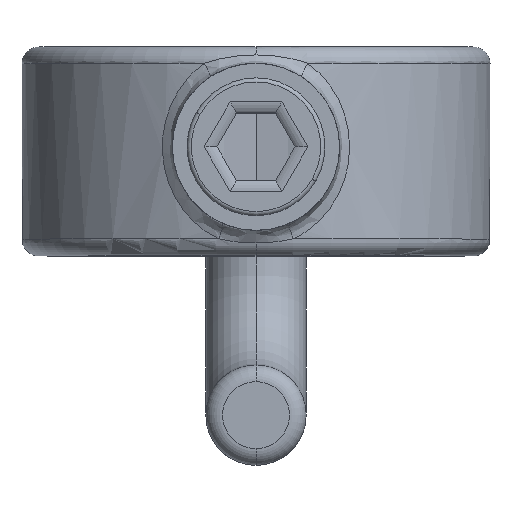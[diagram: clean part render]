
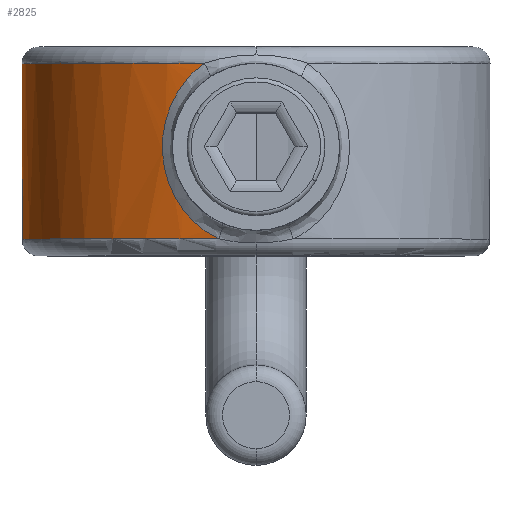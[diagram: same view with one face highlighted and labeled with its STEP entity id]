
A CAD part, top view. The second image highlights one B-rep face of the part: STEP entity #2825.
In plain terms, the highlighted cylindrical face has radius 28 mm (diameter 56 mm), a partial arc.
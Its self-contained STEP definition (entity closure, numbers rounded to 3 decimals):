
#12 = VERTEX_POINT ( 'NONE', #2935 ) ;
#291 = VERTEX_POINT ( 'NONE', #2312 ) ;
#339 = AXIS2_PLACEMENT_3D ( 'NONE', #1347, #1340, #1321 ) ;
#385 = ORIENTED_EDGE ( 'NONE', *, *, #596, .T. ) ;
#478 = CARTESIAN_POINT ( 'NONE',  ( 0., 25., 0. ) ) ;
#498 = VERTEX_POINT ( 'NONE', #1690 ) ;
#499 = DIRECTION ( 'NONE',  ( 0., 0., -1. ) ) ;
#558 = CARTESIAN_POINT ( 'NONE',  ( 0., 11., -28. ) ) ;
#560 = CARTESIAN_POINT ( 'NONE',  ( -0.34, 11., -28. ) ) ;
#563 = CARTESIAN_POINT ( 'NONE',  ( -0.678, 11.025, -27.994 ) ) ;
#565 = CARTESIAN_POINT ( 'NONE',  ( -1.351, 11.124, -27.969 ) ) ;
#568 = CARTESIAN_POINT ( 'NONE',  ( -3.281, 11.778, -27.813 ) ) ;
#571 = CARTESIAN_POINT ( 'NONE',  ( -1.688, 11.199, -27.951 ) ) ;
#573 = CARTESIAN_POINT ( 'NONE',  ( -2.669, 11.493, -27.88 ) ) ;
#574 = CARTESIAN_POINT ( 'NONE',  ( -5.166, 13.213, -27.52 ) ) ;
#576 = CARTESIAN_POINT ( 'NONE',  ( -4.142, 12.334, -27.693 ) ) ;
#580 = CARTESIAN_POINT ( 'NONE',  ( -4.414, 12.538, -27.651 ) ) ;
#581 = CARTESIAN_POINT ( 'NONE',  ( -4.926, 12.977, -27.565 ) ) ;
#586 = CARTESIAN_POINT ( 'NONE',  ( -5.617, 13.717, -27.432 ) ) ;
#590 = EDGE_CURVE ( 'NONE', #12, #291, #2166, .T. ) ;
#591 = CARTESIAN_POINT ( 'NONE',  ( -5.828, 13.987, -27.387 ) ) ;
#596 = EDGE_CURVE ( 'NONE', #291, #2878, #1256, .T. ) ;
#597 = CARTESIAN_POINT ( 'NONE',  ( -6.211, 14.547, -27.303 ) ) ;
#600 = CARTESIAN_POINT ( 'NONE',  ( -6.384, 14.837, -27.263 ) ) ;
#606 = CARTESIAN_POINT ( 'NONE',  ( -6.693, 15.437, -27.189 ) ) ;
#611 = CARTESIAN_POINT ( 'NONE',  ( -7.318, 17.378, -27.027 ) ) ;
#614 = CARTESIAN_POINT ( 'NONE',  ( -6.829, 15.747, -27.155 ) ) ;
#617 = CARTESIAN_POINT ( 'NONE',  ( -7.065, 16.387, -27.094 ) ) ;
#621 = CARTESIAN_POINT ( 'NONE',  ( -7.163, 16.717, -27.068 ) ) ;
#630 = CARTESIAN_POINT ( 'NONE',  ( -7.376, 17.712, -27.011 ) ) ;
#633 = CARTESIAN_POINT ( 'NONE',  ( -7.452, 18.388, -26.99 ) ) ;
#639 = EDGE_LOOP ( 'NONE', ( #1530, #3054, #1601, #385, #1153 ) ) ;
#641 = CARTESIAN_POINT ( 'NONE',  ( -7.374, 20.434, -27.012 ) ) ;
#643 = CARTESIAN_POINT ( 'NONE',  ( -7.469, 18.73, -26.985 ) ) ;
#647 = CARTESIAN_POINT ( 'NONE',  ( -7.46, 19.76, -26.988 ) ) ;
#648 = CARTESIAN_POINT ( 'NONE',  ( -6.771, 22.389, -27.169 ) ) ;
#654 = CARTESIAN_POINT ( 'NONE',  ( -7.122, 21.425, -27.079 ) ) ;
#657 = CARTESIAN_POINT ( 'NONE',  ( -7.018, 21.753, -27.107 ) ) ;
#663 = CARTESIAN_POINT ( 'NONE',  ( -6.466, 23., -27.243 ) ) ;
#668 = CARTESIAN_POINT ( 'NONE',  ( -6.629, 22.699, -27.205 ) ) ;
#701 = EDGE_CURVE ( 'NONE', #2315, #12, #2016, .T. ) ;
#739 = EDGE_CURVE ( 'NONE', #498, #2315, #1173, .T. ) ;
#744 = DIRECTION ( 'NONE',  ( 0., -1., 0. ) ) ;
#748 = CARTESIAN_POINT ( 'NONE',  ( 0., 25., -28. ) ) ;
#931 = AXIS2_PLACEMENT_3D ( 'NONE', #478, #3202, #499 ) ;
#943 = DIRECTION ( 'NONE',  ( 0., -1., 0. ) ) ;
#1153 = ORIENTED_EDGE ( 'NONE', *, *, #1343, .T. ) ;
#1173 = B_SPLINE_CURVE_WITH_KNOTS ( 'NONE', 3,
 ( #663, #668, #648, #657, #654, #641, #647, #643, #633, #630, #611, #621, #617, #614, #606, #600, #597, #591, #586, #574, #581, #580, #576, #568, #573, #571, #565, #563, #560, #558 ),
 .UNSPECIFIED., .F., .F.,
 ( 4, 2, 2, 2, 2, 2, 2, 2, 2, 2, 2, 2, 2, 2, 4 ),
 ( 0., 0.001, 0.002, 0.004, 0.005, 0.006, 0.007, 0.008, 0.009, 0.01, 0.011, 0.012, 0.014, 0.015, 0.016 ),
 .UNSPECIFIED. ) ;
#1207 = CARTESIAN_POINT ( 'NONE',  ( -6.191, 23., 27.307 ) ) ;
#1212 = CARTESIAN_POINT ( 'NONE',  ( -7.025, 22.361, 27.107 ) ) ;
#1214 = CARTESIAN_POINT ( 'NONE',  ( -6.621, 22.695, 27.21 ) ) ;
#1219 = CARTESIAN_POINT ( 'NONE',  ( -8.799, 20.444, 26.584 ) ) ;
#1222 = CARTESIAN_POINT ( 'NONE',  ( -8.145, 21.255, 26.792 ) ) ;
#1229 = CARTESIAN_POINT ( 'NONE',  ( -7.787, 21.642, 26.898 ) ) ;
#1233 = CARTESIAN_POINT ( 'NONE',  ( -9.506, 19.351, 26.337 ) ) ;
#1240 = CARTESIAN_POINT ( 'NONE',  ( -10.533, 17.217, 25.947 ) ) ;
#1243 = CARTESIAN_POINT ( 'NONE',  ( -9.098, 20.019, 26.482 ) ) ;
#1249 = CARTESIAN_POINT ( 'NONE',  ( -9.635, 19.124, 26.29 ) ) ;
#1250 = CARTESIAN_POINT ( 'NONE',  ( -9.88, 18.658, 26.199 ) ) ;
#1256 = B_SPLINE_CURVE_WITH_KNOTS ( 'NONE', 3,
 ( #1426, #1353, #1329, #1311, #1327, #1320, #1316, #1298, #1312, #1307, #1305, #1301, #1299, #1293, #1288, #1292, #1283, #1277, #1272, #1267, #1265, #1260, #1240, #1257, #1250, #1249, #1233, #1243, #1219, #1222, #1229, #1212, #1214, #1207 ),
 .UNSPECIFIED., .F., .F.,
 ( 4, 2, 2, 2, 2, 2, 2, 2, 2, 2, 2, 2, 2, 2, 2, 2, 4 ),
 ( 0.035, 0.036, 0.038, 0.039, 0.041, 0.043, 0.044, 0.046, 0.047, 0.049, 0.05, 0.054, 0.054, 0.055, 0.057, 0.058, 0.06 ),
 .UNSPECIFIED. ) ;
#1257 = CARTESIAN_POINT ( 'NONE',  ( -9.996, 18.42, 26.155 ) ) ;
#1260 = CARTESIAN_POINT ( 'NONE',  ( -10.838, 16.21, 25.818 ) ) ;
#1265 = CARTESIAN_POINT ( 'NONE',  ( -11.107, 14.631, 25.703 ) ) ;
#1267 = CARTESIAN_POINT ( 'NONE',  ( -11.164, 14.101, 25.678 ) ) ;
#1272 = CARTESIAN_POINT ( 'NONE',  ( -11.211, 13.044, 25.658 ) ) ;
#1277 = CARTESIAN_POINT ( 'NONE',  ( -11.202, 12.515, 25.662 ) ) ;
#1283 = CARTESIAN_POINT ( 'NONE',  ( -11.118, 11.457, 25.698 ) ) ;
#1288 = CARTESIAN_POINT ( 'NONE',  ( -10.828, 9.887, 25.822 ) ) ;
#1292 = CARTESIAN_POINT ( 'NONE',  ( -11.042, 10.924, 25.731 ) ) ;
#1293 = CARTESIAN_POINT ( 'NONE',  ( -10.69, 9.38, 25.88 ) ) ;
#1298 = CARTESIAN_POINT ( 'NONE',  ( -8.54, 5.218, 26.668 ) ) ;
#1299 = CARTESIAN_POINT ( 'NONE',  ( -10.352, 8.388, 26.017 ) ) ;
#1301 = CARTESIAN_POINT ( 'NONE',  ( -10.152, 7.904, 26.096 ) ) ;
#1305 = CARTESIAN_POINT ( 'NONE',  ( -9.689, 6.957, 26.271 ) ) ;
#1307 = CARTESIAN_POINT ( 'NONE',  ( -9.428, 6.5, 26.367 ) ) ;
#1311 = CARTESIAN_POINT ( 'NONE',  ( -6.287, 3.054, 27.289 ) ) ;
#1312 = CARTESIAN_POINT ( 'NONE',  ( -8.854, 5.632, 26.565 ) ) ;
#1316 = CARTESIAN_POINT ( 'NONE',  ( -7.858, 4.433, 26.877 ) ) ;
#1320 = CARTESIAN_POINT ( 'NONE',  ( -7.487, 4.058, 26.984 ) ) ;
#1321 = DIRECTION ( 'NONE',  ( 0., 0., 1. ) ) ;
#1327 = CARTESIAN_POINT ( 'NONE',  ( -6.701, 3.369, 27.189 ) ) ;
#1329 = CARTESIAN_POINT ( 'NONE',  ( -5.415, 2.482, 27.475 ) ) ;
#1340 = DIRECTION ( 'NONE',  ( 0., 1., 0. ) ) ;
#1343 = EDGE_CURVE ( 'NONE', #2878, #498, #2991, .T. ) ;
#1347 = CARTESIAN_POINT ( 'NONE',  ( 0., 2., 0. ) ) ;
#1353 = CARTESIAN_POINT ( 'NONE',  ( -4.957, 2.224, 27.562 ) ) ;
#1426 = CARTESIAN_POINT ( 'NONE',  ( -4.476, 2., 27.64 ) ) ;
#1530 = ORIENTED_EDGE ( 'NONE', *, *, #739, .T. ) ;
#1601 = ORIENTED_EDGE ( 'NONE', *, *, #590, .T. ) ;
#1690 = CARTESIAN_POINT ( 'NONE',  ( -6.466, 23., -27.243 ) ) ;
#1692 = FACE_OUTER_BOUND ( 'NONE', #639, .T. ) ;
#2016 = LINE ( 'NONE', #748, #2390 ) ;
#2166 = CIRCLE ( 'NONE', #339, 28. ) ;
#2168 = CARTESIAN_POINT ( 'NONE',  ( -6.191, 23., 27.307 ) ) ;
#2312 = CARTESIAN_POINT ( 'NONE',  ( -4.476, 2., 27.64 ) ) ;
#2315 = VERTEX_POINT ( 'NONE', #2594 ) ;
#2390 = VECTOR ( 'NONE', #744, 1000. ) ;
#2594 = CARTESIAN_POINT ( 'NONE',  ( 0., 11., -28. ) ) ;
#2731 = AXIS2_PLACEMENT_3D ( 'NONE', #3229, #943, #3000 ) ;
#2825 = ADVANCED_FACE ( 'NONE', ( #1692 ), #2988, .T. ) ;
#2878 = VERTEX_POINT ( 'NONE', #2168 ) ;
#2935 = CARTESIAN_POINT ( 'NONE',  ( 0., 2., -28. ) ) ;
#2988 = CYLINDRICAL_SURFACE ( 'NONE', #931, 28. ) ;
#2991 = CIRCLE ( 'NONE', #2731, 28. ) ;
#3000 = DIRECTION ( 'NONE',  ( 0., 0., 1. ) ) ;
#3054 = ORIENTED_EDGE ( 'NONE', *, *, #701, .T. ) ;
#3202 = DIRECTION ( 'NONE',  ( 0., -1., 0. ) ) ;
#3229 = CARTESIAN_POINT ( 'NONE',  ( 0., 23., 0. ) ) ;
